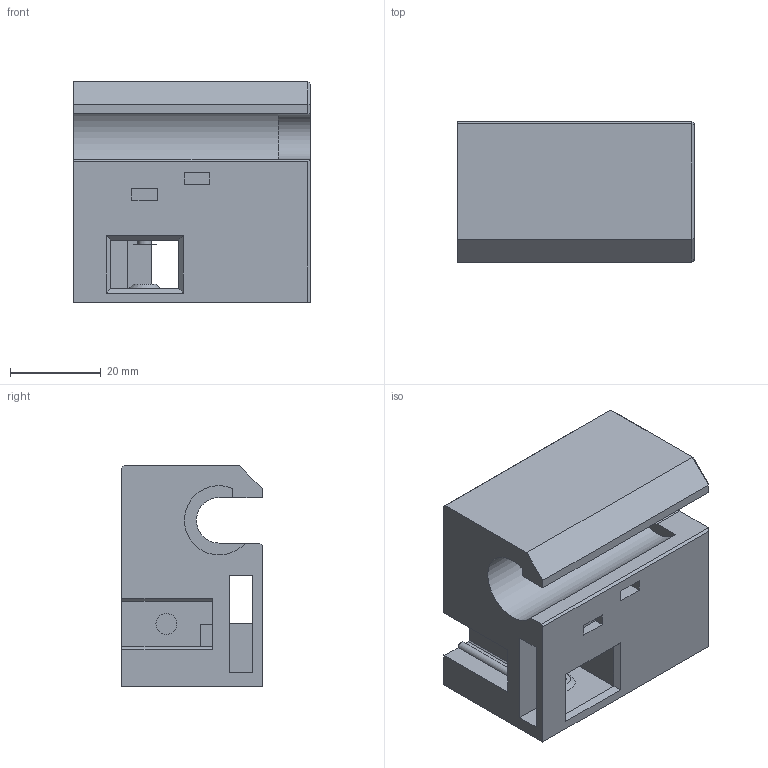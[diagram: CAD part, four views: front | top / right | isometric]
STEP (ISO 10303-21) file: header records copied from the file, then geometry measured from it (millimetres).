
FILE_DESCRIPTION(/* description */ (''),/* implementation_level */ '2;1');
FILE_NAME(/* name */ 'LEFT K1 Inertia XY Joint STEP.step',/* time_stamp */ '2025-09-03T20:04:06+02:00',/* author */ (''),/* organization */ (''),/* preprocessor_version */ 'ST-DEVELOPER v20.1',/* originating_system */ 'Autodesk Translation Framework v14.10.0.0',/* authorisation */ '');
FILE_SCHEMA (('AUTOMOTIVE_DESIGN { 1 0 10303 214 3 1 1 }'));
Length unit declared in the file: millimetre
Products named in the file (4): Flo Gantry K1; Left Carriage; Carto Mount; Left Stepper Mount F623ZZ
Assembly tree (3 placements, depth 3):
  Flo Gantry K1
    Left Carriage
    Carto Mount
      Left Stepper Mount F623ZZ
Bounding box: 52 x 30.9 x 48.5 mm (x, y, z)
Volume: 52837.9 mm3; surface area: 17717.7 mm2
Topology: 1 solids, 1 shells, 119 faces, 321 edges, 209 vertices
Faces by surface type: plane 101, cylinder 12, cone 6
Full cylindrical faces by diameter (mm): 3 x6, 4.6 x1, 6 x1
Entity records: 3850 total; most frequent: CARTESIAN_POINT 658, ORIENTED_EDGE 642, DIRECTION 606, EDGE_CURVE 321, LINE 286, VECTOR 286, VERTEX_POINT 209, AXIS2_PLACEMENT_3D 160
